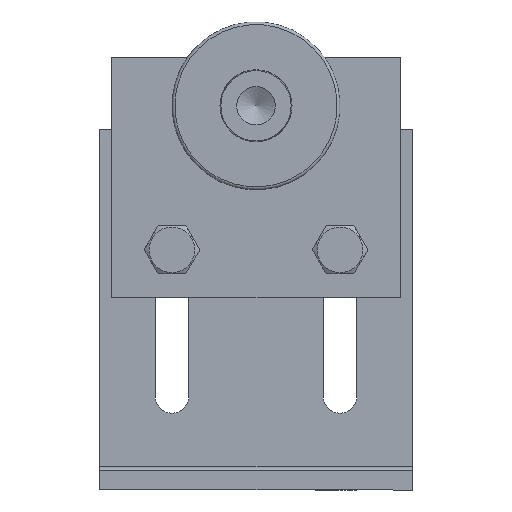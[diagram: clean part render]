
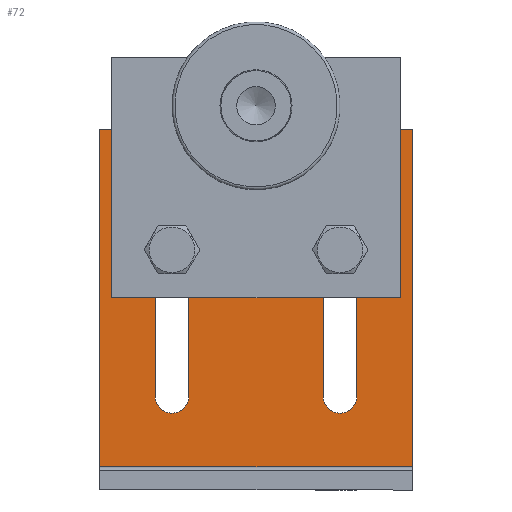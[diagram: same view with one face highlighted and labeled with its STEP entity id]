
A CAD part, left-side view. The second image highlights one B-rep face of the part: STEP entity #72.
In plain terms, the highlighted planar face has unit normal (-1, 0, 0).
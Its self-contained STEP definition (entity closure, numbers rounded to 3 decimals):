
#72=ADVANCED_FACE('',(#316),#318,.T.);
#316=FACE_BOUND('',#317,.T.);
#317=EDGE_LOOP('',(#1149,#1150,#1151,#1152,#1153,#1154,#1155,#1156,#1157,#1158,#1159,
#1160,#1161,#1162,#1163,#1164));
#318=PLANE('',#319);
#319=AXIS2_PLACEMENT_3D('',#320,#321,#322);
#320=CARTESIAN_POINT('',(0.,32.5,-80.));
#321=DIRECTION('',(-1.,0.,0.));
#322=DIRECTION('',(0.,-1.,0.));
#1149=ORIENTED_EDGE('',*,*,#1601,.T.);
#1150=ORIENTED_EDGE('',*,*,#1602,.T.);
#1151=ORIENTED_EDGE('',*,*,#1603,.T.);
#1152=ORIENTED_EDGE('',*,*,#1604,.T.);
#1153=ORIENTED_EDGE('',*,*,#1605,.T.);
#1154=ORIENTED_EDGE('',*,*,#1606,.T.);
#1155=ORIENTED_EDGE('',*,*,#1557,.T.);
#1156=ORIENTED_EDGE('',*,*,#1607,.T.);
#1157=ORIENTED_EDGE('',*,*,#1551,.T.);
#1158=ORIENTED_EDGE('',*,*,#1608,.T.);
#1159=ORIENTED_EDGE('',*,*,#1609,.T.);
#1160=ORIENTED_EDGE('',*,*,#1610,.F.);
#1161=ORIENTED_EDGE('',*,*,#1611,.F.);
#1162=ORIENTED_EDGE('',*,*,#1612,.T.);
#1163=ORIENTED_EDGE('',*,*,#1613,.T.);
#1164=ORIENTED_EDGE('',*,*,#1614,.F.);
#1551=EDGE_CURVE('',#1810,#1808,#1811,.F.);
#1557=EDGE_CURVE('',#1822,#1820,#1823,.F.);
#1601=EDGE_CURVE('',#1893,#1894,#1895,.T.);
#1602=EDGE_CURVE('',#1894,#1896,#1897,.T.);
#1603=EDGE_CURVE('',#1896,#1898,#1899,.F.);
#1604=EDGE_CURVE('',#1898,#1900,#1901,.T.);
#1605=EDGE_CURVE('',#1900,#1902,#1903,.F.);
#1606=EDGE_CURVE('',#1902,#1822,#1904,.T.);
#1607=EDGE_CURVE('',#1820,#1810,#1905,.T.);
#1608=EDGE_CURVE('',#1808,#1906,#1907,.T.);
#1609=EDGE_CURVE('',#1906,#1908,#1909,.T.);
#1610=EDGE_CURVE('',#1910,#1908,#1911,.T.);
#1611=EDGE_CURVE('',#1912,#1910,#1913,.T.);
#1612=EDGE_CURVE('',#1912,#1914,#1915,.T.);
#1613=EDGE_CURVE('',#1914,#1916,#1917,.T.);
#1614=EDGE_CURVE('',#1893,#1916,#1918,.T.);
#1808=VERTEX_POINT('',#2483);
#1810=VERTEX_POINT('',#2487);
#1811=LINE('',#2488,#2489);
#1820=VERTEX_POINT('',#2507);
#1822=VERTEX_POINT('',#2511);
#1823=LINE('',#2512,#2513);
#1893=VERTEX_POINT('',#2922);
#1894=VERTEX_POINT('',#2923);
#1895=LINE('',#2924,#2925);
#1896=VERTEX_POINT('',#2927);
#1897=LINE('',#2928,#2929);
#1898=VERTEX_POINT('',#2931);
#1899=LINE('',#2932,#2933);
#1900=VERTEX_POINT('',#2935);
#1901=CIRCLE('',#2936,3.5);
#1902=VERTEX_POINT('',#2940);
#1903=LINE('',#2941,#2942);
#1904=LINE('',#2944,#2945);
#1905=CIRCLE('',#2947,3.5);
#1906=VERTEX_POINT('',#2951);
#1907=LINE('',#2952,#2953);
#1908=VERTEX_POINT('',#2955);
#1909=LINE('',#2956,#2957);
#1910=VERTEX_POINT('',#2959);
#1911=LINE('',#2960,#2961);
#1912=VERTEX_POINT('',#2963);
#1913=LINE('',#2964,#2965);
#1914=VERTEX_POINT('',#2967);
#1915=LINE('',#2968,#2969);
#1916=VERTEX_POINT('',#2971);
#1917=LINE('',#2972,#2973);
#1918=LINE('',#2975,#2976);
#2483=CARTESIAN_POINT('',(0.,21.,-40.));
#2487=CARTESIAN_POINT('',(0.,21.,-60.5));
#2488=CARTESIAN_POINT('',(0.,21.,-40.));
#2489=VECTOR('',#2490,1.);
#2490=DIRECTION('',(0.,0.,-1.));
#2507=CARTESIAN_POINT('',(0.,14.,-60.5));
#2511=CARTESIAN_POINT('',(0.,14.,-40.));
#2512=CARTESIAN_POINT('',(0.,14.,-60.5));
#2513=VECTOR('',#2514,1.);
#2514=DIRECTION('',(0.,0.,1.));
#2922=CARTESIAN_POINT('',(0.,-30.,-5.));
#2923=CARTESIAN_POINT('',(0.,-30.,-40.));
#2924=CARTESIAN_POINT('',(0.,-30.,-5.));
#2925=VECTOR('',#2926,1.);
#2926=DIRECTION('',(0.,0.,-1.));
#2927=CARTESIAN_POINT('',(0.,-21.,-40.));
#2928=CARTESIAN_POINT('',(0.,-30.,-40.));
#2929=VECTOR('',#2930,1.);
#2930=DIRECTION('',(0.,1.,0.));
#2931=CARTESIAN_POINT('',(0.,-21.,-60.5));
#2932=CARTESIAN_POINT('',(0.,-21.,-60.5));
#2933=VECTOR('',#2934,1.);
#2934=DIRECTION('',(0.,0.,1.));
#2935=CARTESIAN_POINT('',(0.,-14.,-60.5));
#2936=AXIS2_PLACEMENT_3D('',#2937,#2938,#2939);
#2937=CARTESIAN_POINT('',(0.,-17.5,-60.5));
#2938=DIRECTION('',(1.,0.,0.));
#2939=DIRECTION('',(0.,-1.,0.));
#2940=CARTESIAN_POINT('',(0.,-14.,-40.));
#2941=CARTESIAN_POINT('',(0.,-14.,-40.));
#2942=VECTOR('',#2943,1.);
#2943=DIRECTION('',(0.,0.,-1.));
#2944=CARTESIAN_POINT('',(0.,-14.,-40.));
#2945=VECTOR('',#2946,1.);
#2946=DIRECTION('',(0.,1.,0.));
#2947=AXIS2_PLACEMENT_3D('',#2948,#2949,#2950);
#2948=CARTESIAN_POINT('',(0.,17.5,-60.5));
#2949=DIRECTION('',(1.,0.,0.));
#2950=DIRECTION('',(0.,-1.,0.));
#2951=CARTESIAN_POINT('',(0.,30.,-40.));
#2952=CARTESIAN_POINT('',(0.,21.,-40.));
#2953=VECTOR('',#2954,1.);
#2954=DIRECTION('',(0.,1.,0.));
#2955=CARTESIAN_POINT('',(0.,30.,-5.));
#2956=CARTESIAN_POINT('',(0.,30.,-40.));
#2957=VECTOR('',#2958,1.);
#2958=DIRECTION('',(0.,0.,1.));
#2959=CARTESIAN_POINT('',(0.,32.5,-5.));
#2960=CARTESIAN_POINT('',(0.,32.5,-5.));
#2961=VECTOR('',#2962,1.);
#2962=DIRECTION('',(0.,-1.,0.));
#2963=CARTESIAN_POINT('',(0.,32.5,-75.2));
#2964=CARTESIAN_POINT('',(0.,32.5,-75.2));
#2965=VECTOR('',#2966,1.);
#2966=DIRECTION('',(0.,0.,1.));
#2967=CARTESIAN_POINT('',(0.,-32.5,-75.2));
#2968=CARTESIAN_POINT('',(0.,32.5,-75.2));
#2969=VECTOR('',#2970,1.);
#2970=DIRECTION('',(0.,-1.,0.));
#2971=CARTESIAN_POINT('',(0.,-32.5,-5.));
#2972=CARTESIAN_POINT('',(0.,-32.5,-75.2));
#2973=VECTOR('',#2974,1.);
#2974=DIRECTION('',(0.,0.,1.));
#2975=CARTESIAN_POINT('',(0.,-30.,-5.));
#2976=VECTOR('',#2977,1.);
#2977=DIRECTION('',(0.,-1.,0.));
